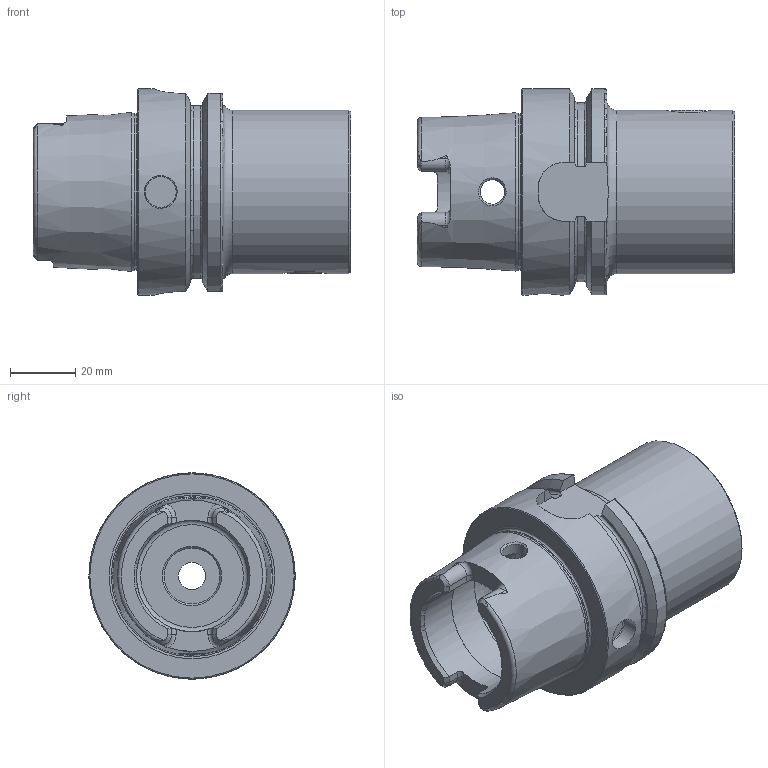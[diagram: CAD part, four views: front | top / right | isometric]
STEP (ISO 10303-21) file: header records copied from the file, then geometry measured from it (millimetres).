
FILE_DESCRIPTION (( 'STEP AP214' ), '1' );
FILE_NAME ('HA6.WH5.K01.065.STEP', '2022-01-18T07:05:26', ( '' ), ( '' ), 'SwSTEP 2.0', 'SolidWorks 2017', '' );
FILE_SCHEMA (( 'AUTOMOTIVE_DESIGN' ));
Length unit declared in the file: millimetre
Products named in the file (3): HA6-WH5.K01.065_B; HA6.WH5.K01.065; WH5-ER1.001.017
Assembly tree (3 placements, depth 2):
  HA6.WH5.K01.065
    HA6-WH5.K01.065_B
    WH5-ER1.001.017  x2
Bounding box: 96.9 x 63 x 63 mm (x, y, z)
Volume: 140307 mm3; surface area: 32965.4 mm2
Topology: 3 solids, 3 shells, 184 faces, 478 edges, 301 vertices
Faces by surface type: plane 76, cylinder 39, cone 33, torus 26, bspline 10
Full cylindrical faces by diameter (mm): 6 x2, 7.5 x2, 8.4 x1, 10 x1, 11 x2, 12 x2, 17 x1, 19 x1, 28 x1, 29 x1, 34 x2, 40 x1, 47.941 x1, 50 x1, 63 x1
Entity records: 6720 total; most frequent: CARTESIAN_POINT 2993, ORIENTED_EDGE 736, DIRECTION 684, EDGE_CURVE 368, AXIS2_PLACEMENT_3D 286, VERTEX_POINT 257, EDGE_LOOP 221, FACE_OUTER_BOUND 195
